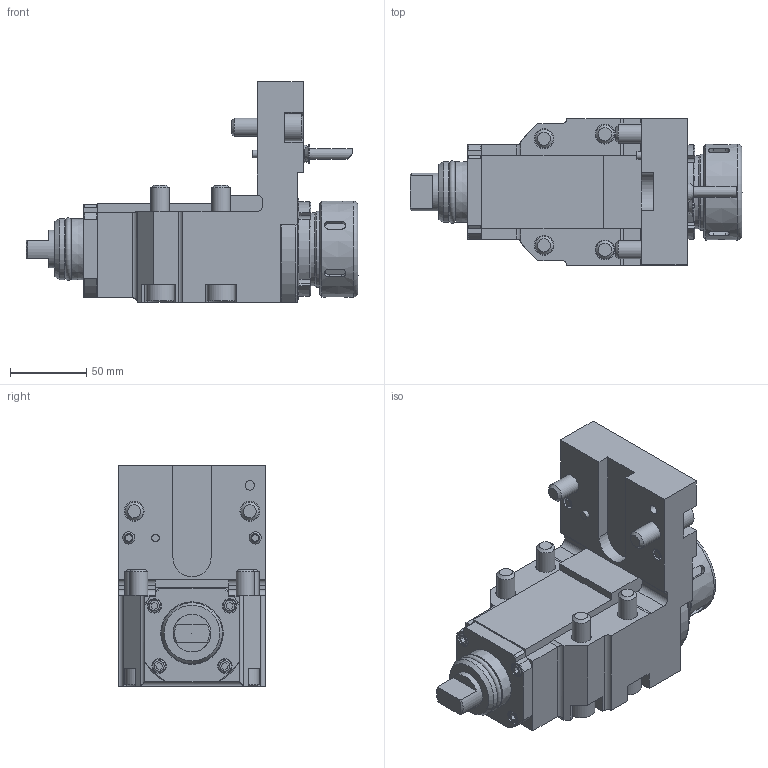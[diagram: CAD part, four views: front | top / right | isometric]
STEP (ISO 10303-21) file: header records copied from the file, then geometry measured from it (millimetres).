
FILE_DESCRIPTION (( 'STEP AP203' ), '1' );
FILE_NAME ('T32335.STEP', '2021-02-09T19:57:40', ( '' ), ( '' ), 'SwSTEP 2.0', 'SolidWorks 2020', '' );
FILE_SCHEMA (( 'CONFIG_CONTROL_DESIGN' ));
Length unit declared in the file: millimetre
Products named in the file (1): T32335
Bounding box: 218 x 96 x 145 mm (x, y, z)
Volume: 1049251.1 mm3; surface area: 138794.2 mm2
Topology: 12 solids, 12 shells, 454 faces, 1091 edges, 715 vertices
Faces by surface type: plane 285, cylinder 98, cone 59, torus 12
Full cylindrical faces by diameter (mm): 4 x1, 5 x1, 5.5 x2, 6 x1, 6.2 x1, 8 x4, 8.5 x4, 9.5 x4, 10 x5, 11 x4, 12 x8, 13 x6, 18 x6, 24.8 x1, 26 x1, 34 x1, 40 x1, 48 x1, 50 x1, 62 x1
Entity records: 13191 total; most frequent: CARTESIAN_POINT 3099, DIRECTION 2016, ORIENTED_EDGE 1914, EDGE_CURVE 957, AXIS2_PLACEMENT_3D 718, VERTEX_POINT 685, EDGE_LOOP 630, LINE 580
